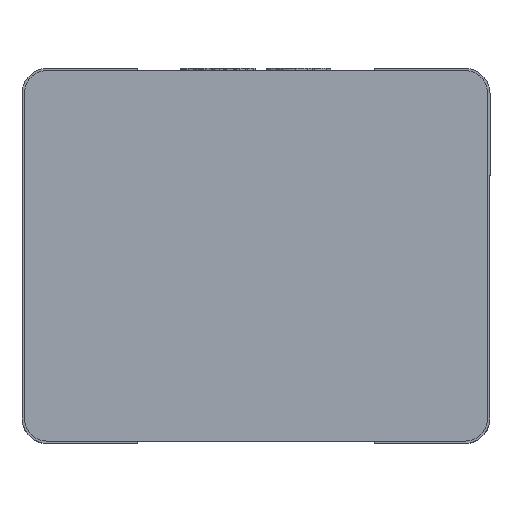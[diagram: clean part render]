
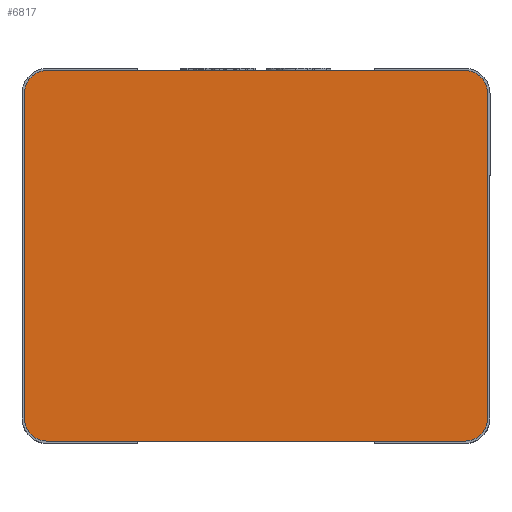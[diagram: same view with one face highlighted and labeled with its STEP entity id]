
A CAD part, top view. The second image highlights one B-rep face of the part: STEP entity #6817.
In plain terms, the highlighted planar face has unit normal (0, 0, 1).
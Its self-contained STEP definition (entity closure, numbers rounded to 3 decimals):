
#52 = DIRECTION ( 'NONE',  ( -1., 0., 0. ) ) ;
#102 = CARTESIAN_POINT ( 'NONE',  ( 0.9, -0.8, 1. ) ) ;
#360 = VERTEX_POINT ( 'NONE', #11308 ) ;
#1285 = AXIS2_PLACEMENT_3D ( 'NONE', #12974, #5991, #4523 ) ;
#1382 = VERTEX_POINT ( 'NONE', #3511 ) ;
#1526 = DIRECTION ( 'NONE',  ( 0., -1., 0. ) ) ;
#1557 = VERTEX_POINT ( 'NONE', #11872 ) ;
#1653 = EDGE_CURVE ( 'NONE', #4899, #8929, #8781, .T. ) ;
#2382 = ORIENTED_EDGE ( 'NONE', *, *, #15125, .T. ) ;
#2598 = CIRCLE ( 'NONE', #11885, 0.1 ) ;
#2733 = EDGE_CURVE ( 'NONE', #9851, #13471, #2598, .T. ) ;
#3511 = CARTESIAN_POINT ( 'NONE',  ( 0.9, 0.8, 1. ) ) ;
#3900 = ORIENTED_EDGE ( 'NONE', *, *, #2733, .T. ) ;
#4252 = ORIENTED_EDGE ( 'NONE', *, *, #15142, .T. ) ;
#4523 = DIRECTION ( 'NONE',  ( -1., 0., 0. ) ) ;
#4899 = VERTEX_POINT ( 'NONE', #7120 ) ;
#5991 = DIRECTION ( 'NONE',  ( 0., 0., -1. ) ) ;
#6265 = AXIS2_PLACEMENT_3D ( 'NONE', #10602, #14381, #12870 ) ;
#6406 = CARTESIAN_POINT ( 'NONE',  ( 1., -0.7, 1. ) ) ;
#6480 = EDGE_CURVE ( 'NONE', #8929, #360, #10414, .T. ) ;
#6817 = ADVANCED_FACE ( 'NONE', ( #13124 ), #10474, .F. ) ;
#7058 = VERTEX_POINT ( 'NONE', #10667 ) ;
#7120 = CARTESIAN_POINT ( 'NONE',  ( -1., 0.7, 1. ) ) ;
#7243 = LINE ( 'NONE', #15562, #14999 ) ;
#7315 = DIRECTION ( 'NONE',  ( 1., 0., 0. ) ) ;
#7352 = ORIENTED_EDGE ( 'NONE', *, *, #15249, .T. ) ;
#7476 = DIRECTION ( 'NONE',  ( 0., 1., 0. ) ) ;
#7557 = CARTESIAN_POINT ( 'NONE',  ( 1., 0.7, 1. ) ) ;
#7852 = DIRECTION ( 'NONE',  ( 0., 0., 1. ) ) ;
#8078 = CARTESIAN_POINT ( 'NONE',  ( -0.9, -0.7, 1. ) ) ;
#8257 = CARTESIAN_POINT ( 'NONE',  ( 0.9, 0.7, 1. ) ) ;
#8276 = DIRECTION ( 'NONE',  ( -1., 0., 0. ) ) ;
#8652 = ORIENTED_EDGE ( 'NONE', *, *, #9346, .T. ) ;
#8781 = LINE ( 'NONE', #11092, #11636 ) ;
#8929 = VERTEX_POINT ( 'NONE', #10567 ) ;
#9346 = EDGE_CURVE ( 'NONE', #7058, #4899, #14038, .T. ) ;
#9356 = EDGE_LOOP ( 'NONE', ( #13295, #4252, #8652, #9794, #13600, #2382, #3900, #7352 ) ) ;
#9745 = CARTESIAN_POINT ( 'NONE',  ( -0.9, -0.8, 1. ) ) ;
#9794 = ORIENTED_EDGE ( 'NONE', *, *, #1653, .T. ) ;
#9851 = VERTEX_POINT ( 'NONE', #102 ) ;
#10414 = CIRCLE ( 'NONE', #14433, 0.1 ) ;
#10474 = PLANE ( 'NONE',  #1285 ) ;
#10493 = DIRECTION ( 'NONE',  ( 1., 0., 0. ) ) ;
#10567 = CARTESIAN_POINT ( 'NONE',  ( -1., -0.7, 1. ) ) ;
#10602 = CARTESIAN_POINT ( 'NONE',  ( -0.9, 0.7, 1. ) ) ;
#10667 = CARTESIAN_POINT ( 'NONE',  ( -0.9, 0.8, 1. ) ) ;
#11092 = CARTESIAN_POINT ( 'NONE',  ( -1., 0.7, 1. ) ) ;
#11308 = CARTESIAN_POINT ( 'NONE',  ( -0.9, -0.8, 1. ) ) ;
#11636 = VECTOR ( 'NONE', #1526, 1000. ) ;
#11872 = CARTESIAN_POINT ( 'NONE',  ( 1., 0.7, 1. ) ) ;
#11885 = AXIS2_PLACEMENT_3D ( 'NONE', #11955, #13191, #14463 ) ;
#11955 = CARTESIAN_POINT ( 'NONE',  ( 0.9, -0.7, 1. ) ) ;
#12081 = DIRECTION ( 'NONE',  ( 0., 0., 1. ) ) ;
#12240 = VECTOR ( 'NONE', #7315, 1000. ) ;
#12549 = EDGE_CURVE ( 'NONE', #1557, #1382, #12668, .T. ) ;
#12668 = CIRCLE ( 'NONE', #13408, 0.1 ) ;
#12870 = DIRECTION ( 'NONE',  ( 1., 0., 0. ) ) ;
#12974 = CARTESIAN_POINT ( 'NONE',  ( 0.9, 0.7, 1. ) ) ;
#13124 = FACE_OUTER_BOUND ( 'NONE', #9356, .T. ) ;
#13191 = DIRECTION ( 'NONE',  ( 0., 0., 1. ) ) ;
#13252 = VECTOR ( 'NONE', #7476, 1000. ) ;
#13258 = LINE ( 'NONE', #9745, #12240 ) ;
#13295 = ORIENTED_EDGE ( 'NONE', *, *, #12549, .T. ) ;
#13337 = LINE ( 'NONE', #7557, #13252 ) ;
#13408 = AXIS2_PLACEMENT_3D ( 'NONE', #8257, #12081, #52 ) ;
#13471 = VERTEX_POINT ( 'NONE', #6406 ) ;
#13600 = ORIENTED_EDGE ( 'NONE', *, *, #6480, .T. ) ;
#14038 = CIRCLE ( 'NONE', #6265, 0.1 ) ;
#14381 = DIRECTION ( 'NONE',  ( 0., 0., 1. ) ) ;
#14433 = AXIS2_PLACEMENT_3D ( 'NONE', #8078, #7852, #10493 ) ;
#14463 = DIRECTION ( 'NONE',  ( 1., 0., 0. ) ) ;
#14999 = VECTOR ( 'NONE', #8276, 1000. ) ;
#15125 = EDGE_CURVE ( 'NONE', #360, #9851, #13258, .T. ) ;
#15142 = EDGE_CURVE ( 'NONE', #1382, #7058, #7243, .T. ) ;
#15249 = EDGE_CURVE ( 'NONE', #13471, #1557, #13337, .T. ) ;
#15562 = CARTESIAN_POINT ( 'NONE',  ( -0.9, 0.8, 1. ) ) ;
